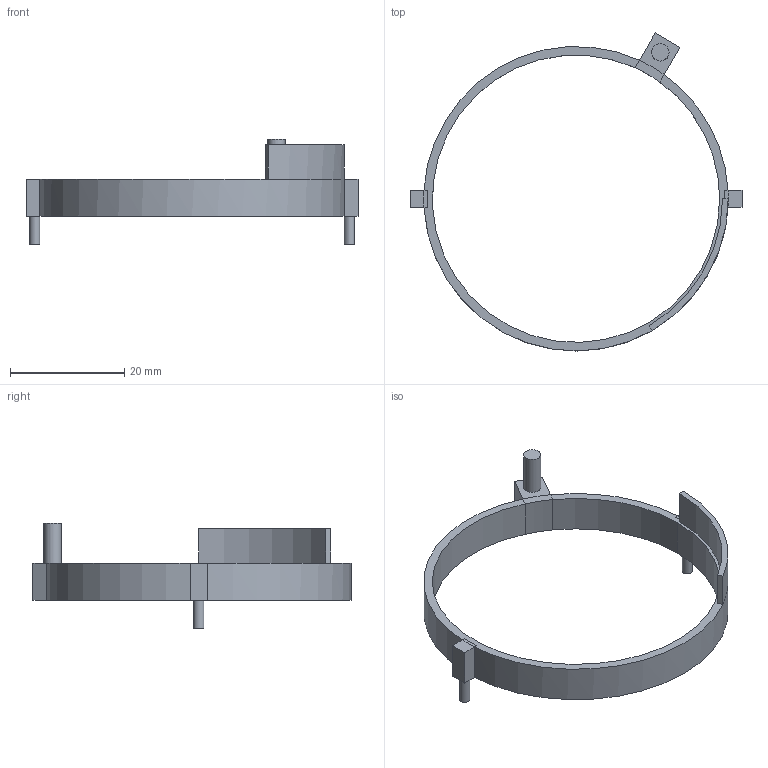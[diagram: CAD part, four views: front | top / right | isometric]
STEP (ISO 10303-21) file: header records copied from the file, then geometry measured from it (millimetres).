
FILE_DESCRIPTION(('FreeCAD Model'),'2;1');
FILE_NAME('Open CASCADE Shape Model','2021-09-12T18:10:46',('Author'),( ''),'Open CASCADE STEP processor 7.4','FreeCAD','Unknown');
FILE_SCHEMA(('AUTOMOTIVE_DESIGN { 1 0 10303 214 1 1 1 1 }'));
Length unit declared in the file: millimetre
Products named in the file (1): completed_base_with_longer_hinge_pin
Bounding box: 58 x 55.56 x 18.5 mm (x, y, z)
Volume: 2093.4 mm3; surface area: 3279.8 mm2
Topology: 1 solids, 1 shells, 40 faces, 92 edges, 53 vertices
Faces by surface type: plane 29, cylinder 11
Full cylindrical faces by diameter (mm): 1.8 x2, 3 x1
Entity records: 2318 total; most frequent: CARTESIAN_POINT 386, DIRECTION 374, LINE 189, VECTOR 189, ORIENTED_EDGE 184, PCURVE 184, DEFINITIONAL_REPRESENTATION 184, EDGE_CURVE 92
